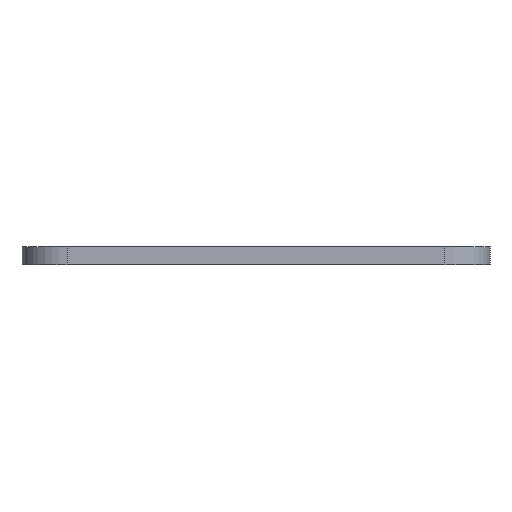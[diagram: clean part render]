
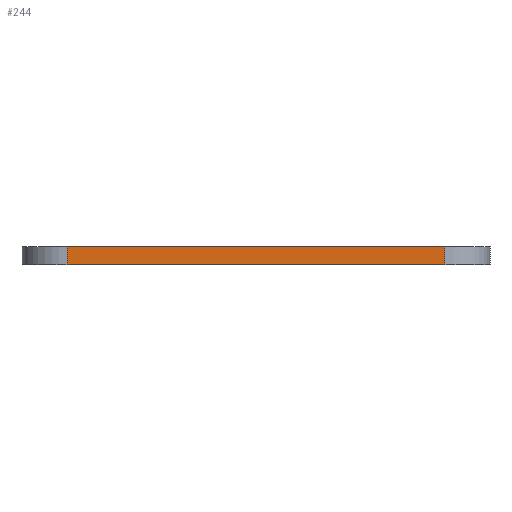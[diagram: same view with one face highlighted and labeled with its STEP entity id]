
A CAD part, front view. The second image highlights one B-rep face of the part: STEP entity #244.
In plain terms, the highlighted planar face has unit normal (0, -1, 0).
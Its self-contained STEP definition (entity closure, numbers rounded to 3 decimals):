
#35 = CARTESIAN_POINT ( 'NONE',  ( -52., -12., 2. ) ) ;
#73 = ORIENTED_EDGE ( 'NONE', *, *, #316, .T. ) ;
#90 = CARTESIAN_POINT ( 'NONE',  ( -42., -12., 2. ) ) ;
#118 = ORIENTED_EDGE ( 'NONE', *, *, #696, .F. ) ;
#127 = DIRECTION ( 'NONE',  ( 0., 0., 1. ) ) ;
#223 = VECTOR ( 'NONE', #566, 1000. ) ;
#227 = VECTOR ( 'NONE', #904, 1000. ) ;
#244 = ADVANCED_FACE ( 'NONE', ( #530 ), #449, .F. ) ;
#300 = CARTESIAN_POINT ( 'NONE',  ( 42., -12., 2. ) ) ;
#316 = EDGE_CURVE ( 'NONE', #439, #538, #889, .T. ) ;
#370 = EDGE_CURVE ( 'NONE', #613, #439, #448, .T. ) ;
#374 = DIRECTION ( 'NONE',  ( 0., 1., 0. ) ) ;
#419 = DIRECTION ( 'NONE',  ( 0., 0., -1. ) ) ;
#439 = VERTEX_POINT ( 'NONE', #991 ) ;
#448 = LINE ( 'NONE', #90, #515 ) ;
#449 = PLANE ( 'NONE',  #831 ) ;
#472 = VECTOR ( 'NONE', #127, 1000. ) ;
#515 = VECTOR ( 'NONE', #419, 1000. ) ;
#530 = FACE_OUTER_BOUND ( 'NONE', #771, .T. ) ;
#538 = VERTEX_POINT ( 'NONE', #798 ) ;
#566 = DIRECTION ( 'NONE',  ( 1., 0., 0. ) ) ;
#568 = ORIENTED_EDGE ( 'NONE', *, *, #370, .T. ) ;
#586 = LINE ( 'NONE', #828, #227 ) ;
#613 = VERTEX_POINT ( 'NONE', #787 ) ;
#634 = ORIENTED_EDGE ( 'NONE', *, *, #974, .T. ) ;
#696 = EDGE_CURVE ( 'NONE', #613, #789, #586, .T. ) ;
#698 = DIRECTION ( 'NONE',  ( 0., 0., 1. ) ) ;
#771 = EDGE_LOOP ( 'NONE', ( #118, #568, #73, #634 ) ) ;
#787 = CARTESIAN_POINT ( 'NONE',  ( -42., -12., 2. ) ) ;
#789 = VERTEX_POINT ( 'NONE', #847 ) ;
#798 = CARTESIAN_POINT ( 'NONE',  ( 42., -12., -2. ) ) ;
#828 = CARTESIAN_POINT ( 'NONE',  ( -52., -12., 2. ) ) ;
#831 = AXIS2_PLACEMENT_3D ( 'NONE', #35, #374, #698 ) ;
#847 = CARTESIAN_POINT ( 'NONE',  ( 42., -12., 2. ) ) ;
#875 = CARTESIAN_POINT ( 'NONE',  ( -52., -12., -2. ) ) ;
#889 = LINE ( 'NONE', #875, #223 ) ;
#904 = DIRECTION ( 'NONE',  ( 1., 0., 0. ) ) ;
#974 = EDGE_CURVE ( 'NONE', #538, #789, #1032, .T. ) ;
#991 = CARTESIAN_POINT ( 'NONE',  ( -42., -12., -2. ) ) ;
#1032 = LINE ( 'NONE', #300, #472 ) ;
